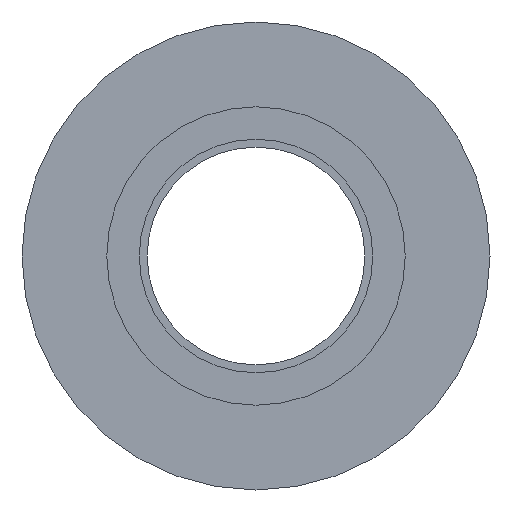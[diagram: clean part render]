
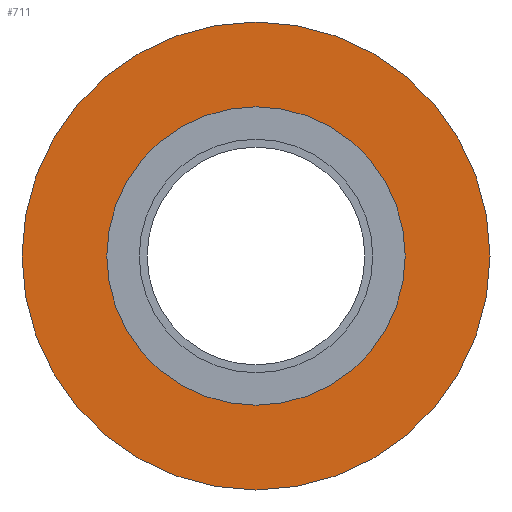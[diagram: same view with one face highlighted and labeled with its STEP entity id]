
A CAD part, left-side view. The second image highlights one B-rep face of the part: STEP entity #711.
In plain terms, the highlighted planar face has unit normal (-1, 0, 0).
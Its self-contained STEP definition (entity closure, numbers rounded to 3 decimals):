
#17 = DIRECTION ( 'NONE',  ( 0., 0., 1. ) ) ;
#55 = DIRECTION ( 'NONE',  ( 0., 0., 1. ) ) ;
#58 = DIRECTION ( 'NONE',  ( 0., 0., 1. ) ) ;
#67 = DIRECTION ( 'NONE',  ( -1., 0., 0. ) ) ;
#89 = CIRCLE ( 'NONE', #527, 25.25 ) ;
#117 = DIRECTION ( 'NONE',  ( -1., 0., 0. ) ) ;
#125 = CARTESIAN_POINT ( 'NONE',  ( -10.38, 12.115, 0. ) ) ;
#141 = AXIS2_PLACEMENT_3D ( 'NONE', #430, #67, #55 ) ;
#144 = CIRCLE ( 'NONE', #631, 25.25 ) ;
#157 = CARTESIAN_POINT ( 'NONE',  ( -10.38, 12.115, -25.25 ) ) ;
#159 = EDGE_LOOP ( 'NONE', ( #736, #565 ) ) ;
#161 = CIRCLE ( 'NONE', #141, 16.1 ) ;
#203 = CARTESIAN_POINT ( 'NONE',  ( -10.38, 12.115, 0. ) ) ;
#216 = AXIS2_PLACEMENT_3D ( 'NONE', #125, #117, #796 ) ;
#228 = EDGE_CURVE ( 'NONE', #769, #319, #89, .T. ) ;
#289 = FACE_OUTER_BOUND ( 'NONE', #159, .T. ) ;
#297 = ORIENTED_EDGE ( 'NONE', *, *, #461, .F. ) ;
#298 = CARTESIAN_POINT ( 'NONE',  ( -10.38, 12.115, -16.1 ) ) ;
#319 = VERTEX_POINT ( 'NONE', #157 ) ;
#325 = DIRECTION ( 'NONE',  ( -1., 0., 0. ) ) ;
#327 = CARTESIAN_POINT ( 'NONE',  ( -10.38, 12.115, 16.1 ) ) ;
#398 = EDGE_CURVE ( 'NONE', #608, #399, #161, .T. ) ;
#399 = VERTEX_POINT ( 'NONE', #298 ) ;
#422 = AXIS2_PLACEMENT_3D ( 'NONE', #729, #539, #543 ) ;
#430 = CARTESIAN_POINT ( 'NONE',  ( -10.38, 12.115, 0. ) ) ;
#461 = EDGE_CURVE ( 'NONE', #399, #608, #479, .T. ) ;
#479 = CIRCLE ( 'NONE', #216, 16.1 ) ;
#494 = EDGE_LOOP ( 'NONE', ( #603, #297 ) ) ;
#501 = DIRECTION ( 'NONE',  ( -1., 0., 0. ) ) ;
#502 = CARTESIAN_POINT ( 'NONE',  ( -10.38, 12.115, 0. ) ) ;
#527 = AXIS2_PLACEMENT_3D ( 'NONE', #502, #325, #58 ) ;
#539 = DIRECTION ( 'NONE',  ( 1., 0., 0. ) ) ;
#543 = DIRECTION ( 'NONE',  ( 0., 0., -1. ) ) ;
#565 = ORIENTED_EDGE ( 'NONE', *, *, #774, .T. ) ;
#603 = ORIENTED_EDGE ( 'NONE', *, *, #398, .F. ) ;
#608 = VERTEX_POINT ( 'NONE', #327 ) ;
#631 = AXIS2_PLACEMENT_3D ( 'NONE', #203, #501, #17 ) ;
#660 = FACE_BOUND ( 'NONE', #494, .T. ) ;
#711 = ADVANCED_FACE ( 'NONE', ( #660, #289 ), #724, .F. ) ;
#719 = CARTESIAN_POINT ( 'NONE',  ( -10.38, 12.115, 25.25 ) ) ;
#724 = PLANE ( 'NONE',  #422 ) ;
#729 = CARTESIAN_POINT ( 'NONE',  ( -10.38, 37.365, 0. ) ) ;
#736 = ORIENTED_EDGE ( 'NONE', *, *, #228, .T. ) ;
#769 = VERTEX_POINT ( 'NONE', #719 ) ;
#774 = EDGE_CURVE ( 'NONE', #319, #769, #144, .T. ) ;
#796 = DIRECTION ( 'NONE',  ( 0., 0., 1. ) ) ;
